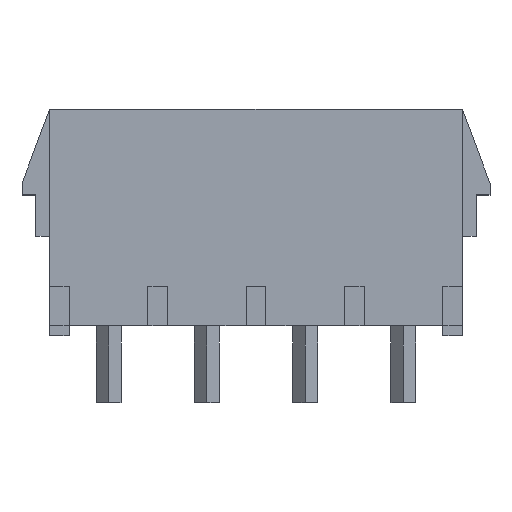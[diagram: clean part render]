
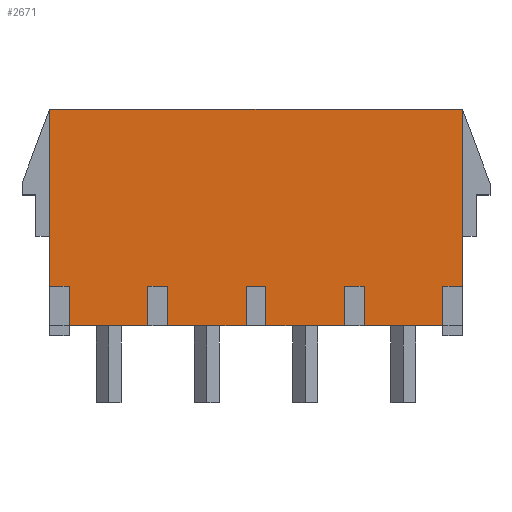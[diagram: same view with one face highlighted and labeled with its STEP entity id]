
A CAD part, top view. The second image highlights one B-rep face of the part: STEP entity #2671.
In plain terms, the highlighted planar face has unit normal (0, 0, 1).
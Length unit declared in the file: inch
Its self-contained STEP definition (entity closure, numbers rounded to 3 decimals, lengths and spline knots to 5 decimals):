
#281=DIRECTION('',(-1.,0.,0.));
#282=VECTOR('',#281,0.05);
#283=CARTESIAN_POINT('',(0.525,-0.175,0.15));
#284=LINE('',#283,#282);
#285=DIRECTION('',(0.,-1.,0.));
#286=VECTOR('',#285,0.1);
#287=CARTESIAN_POINT('',(0.475,-0.175,0.15));
#288=LINE('',#287,#286);
#289=DIRECTION('',(1.,0.,0.));
#290=VECTOR('',#289,0.2);
#291=CARTESIAN_POINT('',(0.275,-0.275,0.15));
#292=LINE('',#291,#290);
#293=DIRECTION('',(0.,1.,0.));
#294=VECTOR('',#293,0.1);
#295=CARTESIAN_POINT('',(0.275,-0.275,0.15));
#296=LINE('',#295,#294);
#297=DIRECTION('',(-1.,0.,0.));
#298=VECTOR('',#297,0.05);
#299=CARTESIAN_POINT('',(0.275,-0.175,0.15));
#300=LINE('',#299,#298);
#301=DIRECTION('',(0.,-1.,0.));
#302=VECTOR('',#301,0.1);
#303=CARTESIAN_POINT('',(0.225,-0.175,0.15));
#304=LINE('',#303,#302);
#305=DIRECTION('',(1.,0.,0.));
#306=VECTOR('',#305,0.2);
#307=CARTESIAN_POINT('',(0.025,-0.275,0.15));
#308=LINE('',#307,#306);
#309=DIRECTION('',(0.,1.,0.));
#310=VECTOR('',#309,0.1);
#311=CARTESIAN_POINT('',(0.025,-0.275,0.15));
#312=LINE('',#311,#310);
#313=DIRECTION('',(-1.,0.,0.));
#314=VECTOR('',#313,0.05);
#315=CARTESIAN_POINT('',(0.025,-0.175,0.15));
#316=LINE('',#315,#314);
#317=DIRECTION('',(0.,-1.,0.));
#318=VECTOR('',#317,0.1);
#319=CARTESIAN_POINT('',(-0.025,-0.175,0.15));
#320=LINE('',#319,#318);
#321=DIRECTION('',(1.,0.,0.));
#322=VECTOR('',#321,0.2);
#323=CARTESIAN_POINT('',(-0.225,-0.275,0.15));
#324=LINE('',#323,#322);
#325=DIRECTION('',(0.,1.,0.));
#326=VECTOR('',#325,0.1);
#327=CARTESIAN_POINT('',(-0.225,-0.275,0.15));
#328=LINE('',#327,#326);
#329=DIRECTION('',(-1.,0.,0.));
#330=VECTOR('',#329,0.05);
#331=CARTESIAN_POINT('',(-0.225,-0.175,0.15));
#332=LINE('',#331,#330);
#333=DIRECTION('',(0.,-1.,0.));
#334=VECTOR('',#333,0.1);
#335=CARTESIAN_POINT('',(-0.275,-0.175,0.15));
#336=LINE('',#335,#334);
#337=DIRECTION('',(1.,0.,0.));
#338=VECTOR('',#337,0.2);
#339=CARTESIAN_POINT('',(-0.475,-0.275,0.15));
#340=LINE('',#339,#338);
#341=DIRECTION('',(0.,1.,0.));
#342=VECTOR('',#341,0.1);
#343=CARTESIAN_POINT('',(-0.475,-0.275,0.15));
#344=LINE('',#343,#342);
#345=DIRECTION('',(1.,0.,0.));
#346=VECTOR('',#345,0.05);
#347=CARTESIAN_POINT('',(-0.525,-0.175,0.15));
#348=LINE('',#347,#346);
#349=DIRECTION('',(0.,1.,0.));
#350=VECTOR('',#349,0.45);
#351=CARTESIAN_POINT('',(-0.525,-0.175,0.15));
#352=LINE('',#351,#350);
#353=DIRECTION('',(-1.,0.,0.));
#354=VECTOR('',#353,1.05);
#355=CARTESIAN_POINT('',(0.525,0.275,0.15));
#356=LINE('',#355,#354);
#357=DIRECTION('',(0.,-1.,0.));
#358=VECTOR('',#357,0.45);
#359=CARTESIAN_POINT('',(0.525,0.275,0.15));
#360=LINE('',#359,#358);
#1685=CARTESIAN_POINT('',(0.525,0.275,0.15));
#1686=CARTESIAN_POINT('',(-0.525,0.275,0.15));
#1687=VERTEX_POINT('',#1685);
#1688=VERTEX_POINT('',#1686);
#2019=CARTESIAN_POINT('',(-0.475,-0.275,0.15));
#2020=VERTEX_POINT('',#2019);
#2021=CARTESIAN_POINT('',(0.475,-0.275,0.15));
#2023=VERTEX_POINT('',#2021);
#2091=CARTESIAN_POINT('',(-0.475,-0.175,0.15));
#2092=VERTEX_POINT('',#2091);
#2093=CARTESIAN_POINT('',(-0.525,-0.175,0.15));
#2094=VERTEX_POINT('',#2093);
#2103=CARTESIAN_POINT('',(-0.225,-0.275,0.15));
#2104=CARTESIAN_POINT('',(-0.225,-0.175,0.15));
#2105=VERTEX_POINT('',#2103);
#2106=VERTEX_POINT('',#2104);
#2107=CARTESIAN_POINT('',(-0.275,-0.175,0.15));
#2108=VERTEX_POINT('',#2107);
#2109=CARTESIAN_POINT('',(-0.275,-0.275,0.15));
#2110=VERTEX_POINT('',#2109);
#2119=CARTESIAN_POINT('',(0.025,-0.275,0.15));
#2120=CARTESIAN_POINT('',(0.025,-0.175,0.15));
#2121=VERTEX_POINT('',#2119);
#2122=VERTEX_POINT('',#2120);
#2123=CARTESIAN_POINT('',(-0.025,-0.175,0.15));
#2124=VERTEX_POINT('',#2123);
#2125=CARTESIAN_POINT('',(-0.025,-0.275,0.15));
#2126=VERTEX_POINT('',#2125);
#2135=CARTESIAN_POINT('',(0.275,-0.175,0.15));
#2136=CARTESIAN_POINT('',(0.225,-0.175,0.15));
#2137=VERTEX_POINT('',#2135);
#2138=VERTEX_POINT('',#2136);
#2139=CARTESIAN_POINT('',(0.225,-0.275,0.15));
#2140=VERTEX_POINT('',#2139);
#2141=CARTESIAN_POINT('',(0.275,-0.275,0.15));
#2142=VERTEX_POINT('',#2141);
#2153=CARTESIAN_POINT('',(0.525,-0.175,0.15));
#2154=CARTESIAN_POINT('',(0.475,-0.175,0.15));
#2155=VERTEX_POINT('',#2153);
#2156=VERTEX_POINT('',#2154);
#2628=CARTESIAN_POINT('',(0.,0.,0.15));
#2629=DIRECTION('',(0.,0.,1.));
#2630=DIRECTION('',(1.,0.,0.));
#2631=AXIS2_PLACEMENT_3D('',#2628,#2629,#2630);
#2632=PLANE('',#2631);
#2634=ORIENTED_EDGE('',*,*,#2633,.T.);
#2636=ORIENTED_EDGE('',*,*,#2635,.T.);
#2637=ORIENTED_EDGE('',*,*,#2234,.F.);
#2639=ORIENTED_EDGE('',*,*,#2638,.T.);
#2641=ORIENTED_EDGE('',*,*,#2640,.T.);
#2643=ORIENTED_EDGE('',*,*,#2642,.T.);
#2644=ORIENTED_EDGE('',*,*,#2273,.F.);
#2646=ORIENTED_EDGE('',*,*,#2645,.T.);
#2648=ORIENTED_EDGE('',*,*,#2647,.T.);
#2650=ORIENTED_EDGE('',*,*,#2649,.T.);
#2651=ORIENTED_EDGE('',*,*,#2265,.F.);
#2653=ORIENTED_EDGE('',*,*,#2652,.T.);
#2655=ORIENTED_EDGE('',*,*,#2654,.T.);
#2657=ORIENTED_EDGE('',*,*,#2656,.T.);
#2658=ORIENTED_EDGE('',*,*,#2257,.F.);
#2660=ORIENTED_EDGE('',*,*,#2659,.T.);
#2662=ORIENTED_EDGE('',*,*,#2661,.F.);
#2664=ORIENTED_EDGE('',*,*,#2663,.T.);
#2666=ORIENTED_EDGE('',*,*,#2665,.F.);
#2668=ORIENTED_EDGE('',*,*,#2667,.T.);
#2669=EDGE_LOOP('',(#2634,#2636,#2637,#2639,#2641,#2643,#2644,#2646,#2648,#2650,
#2651,#2653,#2655,#2657,#2658,#2660,#2662,#2664,#2666,#2668));
#2670=FACE_OUTER_BOUND('',#2669,.F.);
#2671=ADVANCED_FACE('',(#2670),#2632,.T.);
#2234=EDGE_CURVE('',#2142,#2023,#292,.T.);
#2257=EDGE_CURVE('',#2020,#2110,#340,.T.);
#2265=EDGE_CURVE('',#2105,#2126,#324,.T.);
#2273=EDGE_CURVE('',#2121,#2140,#308,.T.);
#2633=EDGE_CURVE('',#2155,#2156,#284,.T.);
#2635=EDGE_CURVE('',#2156,#2023,#288,.T.);
#2638=EDGE_CURVE('',#2142,#2137,#296,.T.);
#2640=EDGE_CURVE('',#2137,#2138,#300,.T.);
#2642=EDGE_CURVE('',#2138,#2140,#304,.T.);
#2645=EDGE_CURVE('',#2121,#2122,#312,.T.);
#2647=EDGE_CURVE('',#2122,#2124,#316,.T.);
#2649=EDGE_CURVE('',#2124,#2126,#320,.T.);
#2652=EDGE_CURVE('',#2105,#2106,#328,.T.);
#2654=EDGE_CURVE('',#2106,#2108,#332,.T.);
#2656=EDGE_CURVE('',#2108,#2110,#336,.T.);
#2659=EDGE_CURVE('',#2020,#2092,#344,.T.);
#2661=EDGE_CURVE('',#2094,#2092,#348,.T.);
#2663=EDGE_CURVE('',#2094,#1688,#352,.T.);
#2665=EDGE_CURVE('',#1687,#1688,#356,.T.);
#2667=EDGE_CURVE('',#1687,#2155,#360,.T.);
